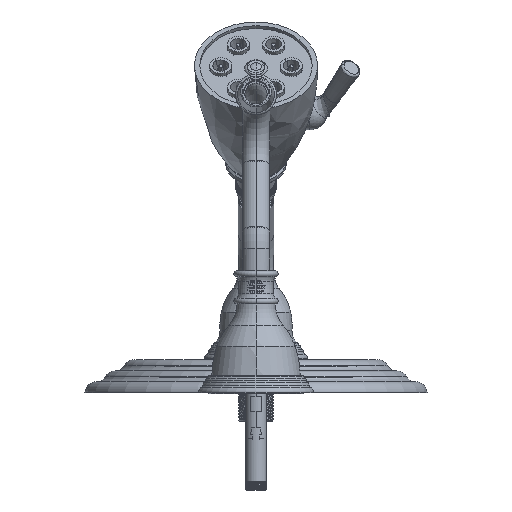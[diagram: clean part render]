
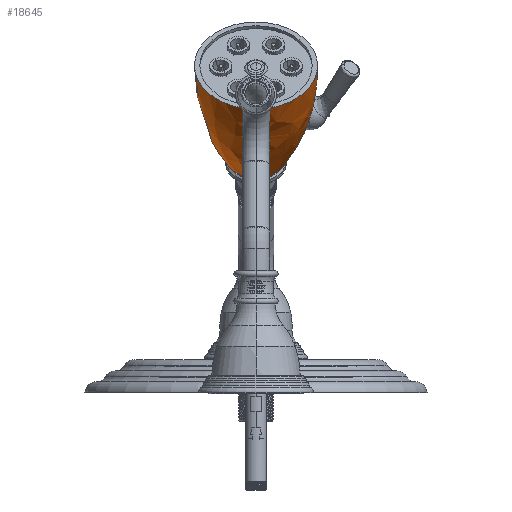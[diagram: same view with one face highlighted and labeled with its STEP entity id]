
A CAD part, front view. The second image highlights one B-rep face of the part: STEP entity #18645.
In plain terms, the highlighted free-form (B-spline) face has degree [3, 3] with [7, 4] control points.
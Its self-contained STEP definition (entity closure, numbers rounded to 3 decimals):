
#18434=CARTESIAN_POINT('',(1.316,8.421,6.654));
#18435=CARTESIAN_POINT('',(1.316,8.403,6.636));
#18436=CARTESIAN_POINT('',(1.314,8.371,6.597));
#18437=CARTESIAN_POINT('',(1.304,8.333,6.53));
#18438=CARTESIAN_POINT('',(1.289,8.308,6.457));
#18439=CARTESIAN_POINT('',(1.267,8.296,6.379));
#18440=CARTESIAN_POINT('',(1.243,8.299,6.299));
#18441=CARTESIAN_POINT('',(1.216,8.317,6.22));
#18442=CARTESIAN_POINT('',(1.189,8.351,6.145));
#18443=CARTESIAN_POINT('',(1.164,8.398,6.078));
#18444=CARTESIAN_POINT('',(1.145,8.456,6.023));
#18445=CARTESIAN_POINT('',(1.13,8.521,5.981));
#18446=CARTESIAN_POINT('',(1.12,8.589,5.952));
#18447=CARTESIAN_POINT('',(1.115,8.662,5.936));
#18448=CARTESIAN_POINT('',(1.112,8.736,5.932));
#18449=CARTESIAN_POINT('',(1.112,8.812,5.942));
#18450=CARTESIAN_POINT('',(1.113,8.886,5.966));
#18451=CARTESIAN_POINT('',(1.114,8.956,6.004));
#18452=CARTESIAN_POINT('',(1.114,8.998,6.038));
#18453=CARTESIAN_POINT('',(1.114,9.017,6.058));
#18455=CARTESIAN_POINT('',(-4.604,7.733,
7.342));
#18456=DIRECTION('',(0.,0.707,0.707));
#18457=DIRECTION('',(0.953,0.214,-0.214));
#18458=AXIS2_PLACEMENT_3D('',#18455,#18456,#18457);
#18460=CARTESIAN_POINT('',(4.604,7.733,7.342));
#18461=DIRECTION('',(0.,-0.707,-0.707));
#18462=DIRECTION('',(-1.,-0.012,0.012));
#18463=AXIS2_PLACEMENT_3D('',#18460,#18461,#18462);
#18465=CARTESIAN_POINT('',(0.,7.659,7.416));
#18466=DIRECTION('',(0.,0.707,-0.707));
#18467=DIRECTION('',(1.,0.,0.));
#18468=AXIS2_PLACEMENT_3D('',#18465,#18466,#18467);
#18470=CARTESIAN_POINT('',(-4.604,7.733,
7.342));
#18471=DIRECTION('',(0.,0.707,0.707));
#18472=DIRECTION('',(1.,-0.012,0.012));
#18473=AXIS2_PLACEMENT_3D('',#18470,#18471,#18472);
#18475=CARTESIAN_POINT('',(1.114,9.017,6.058));
#18494=CARTESIAN_POINT('',(1.316,8.421,6.654));
#18501=CARTESIAN_POINT('',(0.,9.709,5.366));
#18502=DIRECTION('',(0.,0.707,-0.707));
#18503=DIRECTION('',(1.,0.,0.));
#18504=AXIS2_PLACEMENT_3D('',#18501,#18502,#18503);
#18559=CARTESIAN_POINT('',(-1.395,7.659,7.416));
#18560=CARTESIAN_POINT('',(-0.705,9.709,5.366));
#18561=VERTEX_POINT('',#18559);
#18562=VERTEX_POINT('',#18560);
#18563=CARTESIAN_POINT('',(1.395,7.659,7.416));
#18564=VERTEX_POINT('',#18563);
#18565=CARTESIAN_POINT('',(0.705,9.709,5.366));
#18566=VERTEX_POINT('',#18565);
#18575=VERTEX_POINT('',#18494);
#18576=VERTEX_POINT('',#18475);
#18603=CARTESIAN_POINT('',(-0.675,9.777,
5.358));
#18604=CARTESIAN_POINT('',(-1.176,9.142,
6.038));
#18605=CARTESIAN_POINT('',(-1.42,8.426,
6.775));
#18606=CARTESIAN_POINT('',(-1.391,7.678,
7.521));
#18607=CARTESIAN_POINT('',(-0.701,9.483,
5.064));
#18608=CARTESIAN_POINT('',(-1.221,8.63,
5.526));
#18609=CARTESIAN_POINT('',(-1.475,7.808,
6.158));
#18610=CARTESIAN_POINT('',(-1.445,7.073,
6.916));
#18611=CARTESIAN_POINT('',(-0.416,9.268,
4.85));
#18612=CARTESIAN_POINT('',(-0.725,8.256,
5.152));
#18613=CARTESIAN_POINT('',(-0.876,7.357,
5.706));
#18614=CARTESIAN_POINT('',(-0.858,6.631,
6.473));
#18615=CARTESIAN_POINT('',(0.,9.268,4.85));
#18616=CARTESIAN_POINT('',(0.,8.256,5.152));
#18617=CARTESIAN_POINT('',(0.,7.357,5.706));
#18618=CARTESIAN_POINT('',(0.,6.631,6.473));
#18619=CARTESIAN_POINT('',(0.416,9.268,
4.85));
#18620=CARTESIAN_POINT('',(0.725,8.256,
5.152));
#18621=CARTESIAN_POINT('',(0.876,7.357,
5.706));
#18622=CARTESIAN_POINT('',(0.858,6.631,
6.473));
#18623=CARTESIAN_POINT('',(0.701,9.483,
5.064));
#18624=CARTESIAN_POINT('',(1.221,8.63,5.526));
#18625=CARTESIAN_POINT('',(1.475,7.808,6.158));
#18626=CARTESIAN_POINT('',(1.445,7.073,6.916));
#18627=CARTESIAN_POINT('',(0.675,9.777,
5.358));
#18628=CARTESIAN_POINT('',(1.176,9.142,6.038));
#18629=CARTESIAN_POINT('',(1.42,8.426,6.775));
#18630=CARTESIAN_POINT('',(1.391,7.678,7.521));
#18631=(BOUNDED_SURFACE()B_SPLINE_SURFACE(3,3,((#18603,#18604,#18605,#18606),(
#18607,#18608,#18609,#18610),(#18611,#18612,#18613,#18614),(#18615,#18616,
#18617,#18618),(#18619,#18620,#18621,#18622),(#18623,#18624,#18625,#18626),(
#18627,#18628,#18629,#18630)),.UNSPECIFIED.,.F.,.F.,.F.)B_SPLINE_SURFACE_WITH_KNOTS((4,3,4),(4,4),(0.,1.,2.),(0.,1.),.UNSPECIFIED.)GEOMETRIC_REPRESENTATION_ITEM()RATIONAL_B_SPLINE_SURFACE(((1.208,1.18,
1.18,1.208),(0.954,0.932,
0.932,0.954),(0.954,0.932,
0.932,0.954),(1.208,1.18,
1.18,1.208),(0.954,0.932,
0.932,0.954),(0.954,0.932,
0.932,0.954),(1.208,1.18,
1.18,1.208)))REPRESENTATION_ITEM('')SURFACE());
#18633=ORIENTED_EDGE('',*,*,#18632,.T.);
#18635=ORIENTED_EDGE('',*,*,#18634,.T.);
#18637=ORIENTED_EDGE('',*,*,#18636,.T.);
#18639=ORIENTED_EDGE('',*,*,#18638,.F.);
#18640=ORIENTED_EDGE('',*,*,#18590,.F.);
#18642=ORIENTED_EDGE('',*,*,#18641,.T.);
#18643=EDGE_LOOP('',(#18633,#18635,#18637,#18639,#18640,#18642));
#18644=FACE_OUTER_BOUND('',#18643,.F.);
#18645=ADVANCED_FACE('',(#18644),#18631,.T.);
#18454=B_SPLINE_CURVE_WITH_KNOTS('',3,(#18434,#18435,#18436,#18437,#18438,
#18439,#18440,#18441,#18442,#18443,#18444,#18445,#18446,#18447,#18448,#18449,
#18450,#18451,#18452,#18453),.UNSPECIFIED.,.F.,.F.,(4,1,1,1,1,1,1,1,1,1,1,1,1,1,
1,1,1,4),(0.,0.059,0.118,0.176,
0.235,0.294,0.353,0.412,
0.471,0.529,0.588,0.647,
0.706,0.765,0.824,0.882,
0.941,1.),.UNSPECIFIED.);
#18459=CIRCLE('',#18458,6.);
#18464=CIRCLE('',#18463,6.);
#18469=CIRCLE('',#18468,1.395);
#18474=CIRCLE('',#18473,6.);
#18505=CIRCLE('',#18504,0.705);
#18590=EDGE_CURVE('',#18564,#18561,#18469,.T.);
#18632=EDGE_CURVE('',#18575,#18576,#18454,.T.);
#18634=EDGE_CURVE('',#18576,#18566,#18459,.T.);
#18636=EDGE_CURVE('',#18566,#18562,#18505,.T.);
#18638=EDGE_CURVE('',#18561,#18562,#18464,.T.);
#18641=EDGE_CURVE('',#18564,#18575,#18474,.T.);
